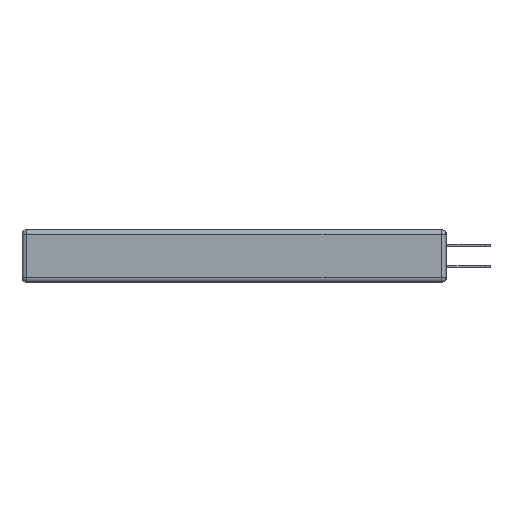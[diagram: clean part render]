
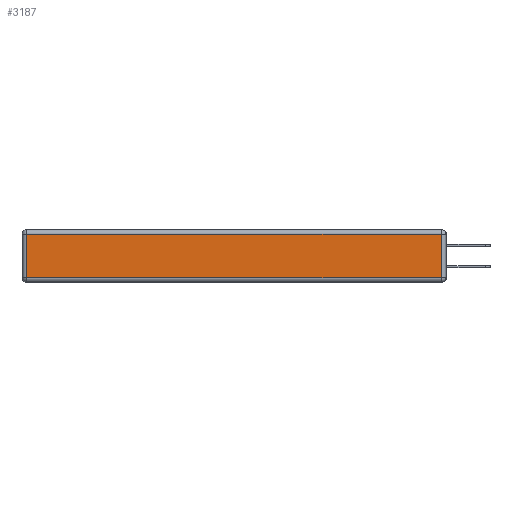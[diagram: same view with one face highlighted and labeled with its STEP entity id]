
A CAD part, left-side view. The second image highlights one B-rep face of the part: STEP entity #3187.
In plain terms, the highlighted planar face has unit normal (-1, 0, 0).
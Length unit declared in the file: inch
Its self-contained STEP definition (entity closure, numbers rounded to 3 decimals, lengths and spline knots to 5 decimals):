
#766 = LINE ( 'NONE', #3630, #11825 ) ;
#1235 = EDGE_LOOP ( 'NONE', ( #10449, #9896, #8174, #5229 ) ) ;
#1401 = VECTOR ( 'NONE', #2192, 39.37008 ) ;
#2192 = DIRECTION ( 'NONE',  ( 0., -1., 0. ) ) ;
#3109 = FACE_OUTER_BOUND ( 'NONE', #1235, .T. ) ;
#3187 = ADVANCED_FACE ( 'NONE', ( #3109 ), #3640, .T. ) ;
#3279 = LINE ( 'NONE', #14254, #8145 ) ;
#3472 = DIRECTION ( 'NONE',  ( 0., 1., 0. ) ) ;
#3630 = CARTESIAN_POINT ( 'NONE',  ( 0., 0.03, -0.343 ) ) ;
#3640 = PLANE ( 'NONE',  #4812 ) ;
#3781 = DIRECTION ( 'NONE',  ( 0., 0., 1. ) ) ;
#4596 = EDGE_CURVE ( 'NONE', #9988, #13427, #12294, .T. ) ;
#4648 = CARTESIAN_POINT ( 'NONE',  ( 0., 0., -0.313 ) ) ;
#4812 = AXIS2_PLACEMENT_3D ( 'NONE', #13283, #6102, #3781 ) ;
#5229 = ORIENTED_EDGE ( 'NONE', *, *, #14686, .T. ) ;
#5886 = VECTOR ( 'NONE', #3472, 39.37008 ) ;
#6035 = DIRECTION ( 'NONE',  ( 0., 0., 1. ) ) ;
#6102 = DIRECTION ( 'NONE',  ( -1., 0., 0. ) ) ;
#6717 = VERTEX_POINT ( 'NONE', #10057 ) ;
#7089 = EDGE_CURVE ( 'NONE', #10106, #9988, #766, .T. ) ;
#8145 = VECTOR ( 'NONE', #14306, 39.37008 ) ;
#8174 = ORIENTED_EDGE ( 'NONE', *, *, #4596, .T. ) ;
#9677 = CARTESIAN_POINT ( 'NONE',  ( 0., 0.03, -0.03 ) ) ;
#9896 = ORIENTED_EDGE ( 'NONE', *, *, #7089, .T. ) ;
#9988 = VERTEX_POINT ( 'NONE', #9677 ) ;
#10057 = CARTESIAN_POINT ( 'NONE',  ( 0., 2.72, -0.313 ) ) ;
#10106 = VERTEX_POINT ( 'NONE', #10172 ) ;
#10172 = CARTESIAN_POINT ( 'NONE',  ( 0., 0.03, -0.313 ) ) ;
#10449 = ORIENTED_EDGE ( 'NONE', *, *, #11749, .T. ) ;
#11749 = EDGE_CURVE ( 'NONE', #6717, #10106, #15321, .T. ) ;
#11825 = VECTOR ( 'NONE', #6035, 39.37008 ) ;
#12294 = LINE ( 'NONE', #14235, #5886 ) ;
#13283 = CARTESIAN_POINT ( 'NONE',  ( 0., 0., -0.343 ) ) ;
#13427 = VERTEX_POINT ( 'NONE', #14531 ) ;
#14235 = CARTESIAN_POINT ( 'NONE',  ( 0., 2.75, -0.03 ) ) ;
#14254 = CARTESIAN_POINT ( 'NONE',  ( 0., 2.72, -0.343 ) ) ;
#14306 = DIRECTION ( 'NONE',  ( 0., 0., -1. ) ) ;
#14531 = CARTESIAN_POINT ( 'NONE',  ( 0., 2.72, -0.03 ) ) ;
#14686 = EDGE_CURVE ( 'NONE', #13427, #6717, #3279, .T. ) ;
#15321 = LINE ( 'NONE', #4648, #1401 ) ;
